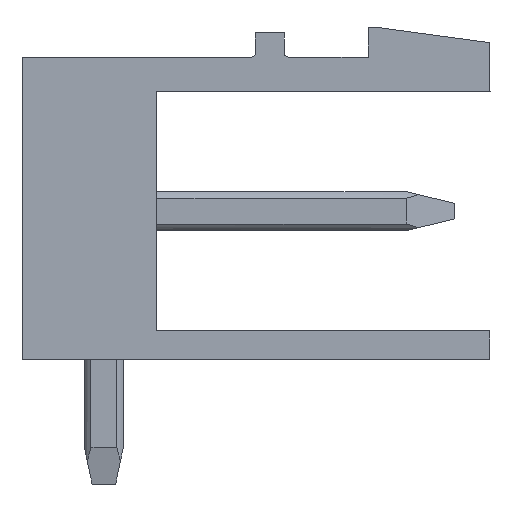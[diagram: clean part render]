
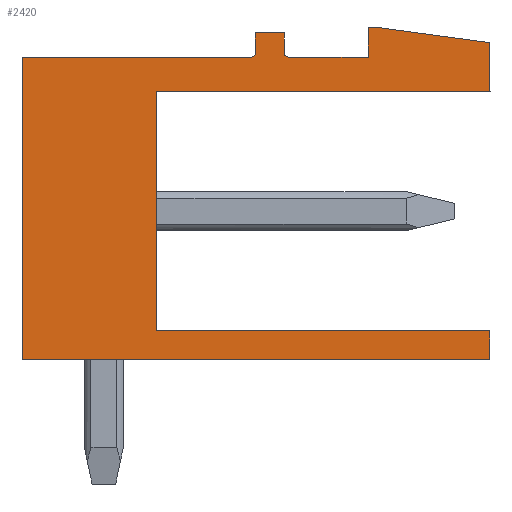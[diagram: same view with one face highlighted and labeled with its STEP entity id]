
A CAD part, left-side view. The second image highlights one B-rep face of the part: STEP entity #2420.
In plain terms, the highlighted planar face has unit normal (-1, 0, 0).
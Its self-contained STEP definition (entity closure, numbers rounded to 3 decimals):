
#1233=AXIS2_PLACEMENT_3D('Circle Axis2P3D',#1231,#1232,$) ;
#1357=AXIS2_PLACEMENT_3D('Circle Axis2P3D',#1355,#1356,$) ;
#2399=AXIS2_PLACEMENT_3D('Plane Axis2P3D',#2396,#2397,#2398) ;
#49=CARTESIAN_POINT('Vertex',(0.,8.55,3.93)) ;
#52=CARTESIAN_POINT('Line Origine',(0.,4.275,3.93)) ;
#56=CARTESIAN_POINT('Vertex',(0.,0.,3.93)) ;
#87=CARTESIAN_POINT('Vertex',(0.,8.55,10.06)) ;
#90=CARTESIAN_POINT('Line Origine',(0.,8.55,6.995)) ;
#1042=CARTESIAN_POINT('Vertex',(0.,0.,10.06)) ;
#1045=CARTESIAN_POINT('Line Origine',(0.,4.275,10.06)) ;
#1073=CARTESIAN_POINT('Vertex',(0.,0.,11.32)) ;
#1076=CARTESIAN_POINT('Line Origine',(0.,0.,10.69)) ;
#1104=CARTESIAN_POINT('Vertex',(0.,2.8,11.7)) ;
#1107=CARTESIAN_POINT('Line Origine',(0.,1.4,11.51)) ;
#1135=CARTESIAN_POINT('Vertex',(0.,3.12,11.7)) ;
#1138=CARTESIAN_POINT('Line Origine',(0.,2.96,11.7)) ;
#1166=CARTESIAN_POINT('Vertex',(0.,3.12,10.95)) ;
#1169=CARTESIAN_POINT('Line Origine',(0.,3.12,11.325)) ;
#1197=CARTESIAN_POINT('Vertex',(0.,5.17,10.95)) ;
#1200=CARTESIAN_POINT('Line Origine',(0.,4.145,10.95)) ;
#1228=CARTESIAN_POINT('Vertex',(0.,5.27,11.05)) ;
#1231=CARTESIAN_POINT('Axis2P3D Location',(0.,5.17,11.05)) ;
#1259=CARTESIAN_POINT('Vertex',(0.,5.27,11.57)) ;
#1262=CARTESIAN_POINT('Line Origine',(0.,5.27,11.31)) ;
#1290=CARTESIAN_POINT('Vertex',(0.,6.02,11.57)) ;
#1293=CARTESIAN_POINT('Line Origine',(0.,5.645,11.57)) ;
#1321=CARTESIAN_POINT('Vertex',(0.,6.02,11.05)) ;
#1324=CARTESIAN_POINT('Line Origine',(0.,6.02,11.31)) ;
#1352=CARTESIAN_POINT('Vertex',(0.,6.12,10.95)) ;
#1355=CARTESIAN_POINT('Axis2P3D Location',(0.,6.12,11.05)) ;
#1378=CARTESIAN_POINT('Vertex',(0.,12.,10.95)) ;
#1381=CARTESIAN_POINT('Line Origine',(0.,9.06,10.95)) ;
#1409=CARTESIAN_POINT('Vertex',(0.,12.,3.2)) ;
#1412=CARTESIAN_POINT('Line Origine',(0.,12.,7.075)) ;
#1440=CARTESIAN_POINT('Vertex',(0.,0.,3.2)) ;
#1443=CARTESIAN_POINT('Line Origine',(0.,6.,3.2)) ;
#2384=CARTESIAN_POINT('Line Origine',(0.,0.,3.565)) ;
#2396=CARTESIAN_POINT('Axis2P3D Location',(0.,0.,0.)) ;
#53=DIRECTION('Vector Direction',(0.,1.,0.)) ;
#91=DIRECTION('Vector Direction',(0.,0.,-1.)) ;
#1046=DIRECTION('Vector Direction',(0.,-1.,0.)) ;
#1077=DIRECTION('Vector Direction',(0.,0.,1.)) ;
#1108=DIRECTION('Vector Direction',(0.,0.991,0.134)) ;
#1139=DIRECTION('Vector Direction',(0.,1.,0.)) ;
#1170=DIRECTION('Vector Direction',(0.,0.,-1.)) ;
#1201=DIRECTION('Vector Direction',(0.,1.,0.)) ;
#1232=DIRECTION('Axis2P3D Direction',(-1.,0.,0.)) ;
#1263=DIRECTION('Vector Direction',(0.,0.,1.)) ;
#1294=DIRECTION('Vector Direction',(0.,1.,0.)) ;
#1325=DIRECTION('Vector Direction',(0.,0.,-1.)) ;
#1356=DIRECTION('Axis2P3D Direction',(-1.,0.,0.)) ;
#1382=DIRECTION('Vector Direction',(0.,1.,0.)) ;
#1413=DIRECTION('Vector Direction',(0.,0.,-1.)) ;
#1444=DIRECTION('Vector Direction',(0.,1.,0.)) ;
#2385=DIRECTION('Vector Direction',(0.,0.,-1.)) ;
#2397=DIRECTION('Axis2P3D Direction',(-1.,0.,0.)) ;
#2398=DIRECTION('Axis2P3D XDirection',(0.,0.,1.)) ;
#54=VECTOR('Line Direction',#53,1.) ;
#92=VECTOR('Line Direction',#91,1.) ;
#1047=VECTOR('Line Direction',#1046,1.) ;
#1078=VECTOR('Line Direction',#1077,1.) ;
#1109=VECTOR('Line Direction',#1108,1.) ;
#1140=VECTOR('Line Direction',#1139,1.) ;
#1171=VECTOR('Line Direction',#1170,1.) ;
#1202=VECTOR('Line Direction',#1201,1.) ;
#1264=VECTOR('Line Direction',#1263,1.) ;
#1295=VECTOR('Line Direction',#1294,1.) ;
#1326=VECTOR('Line Direction',#1325,1.) ;
#1383=VECTOR('Line Direction',#1382,1.) ;
#1414=VECTOR('Line Direction',#1413,1.) ;
#1445=VECTOR('Line Direction',#1444,1.) ;
#2386=VECTOR('Line Direction',#2385,1.) ;
#2402=ORIENTED_EDGE('',*,*,#58,.T.) ;
#2403=ORIENTED_EDGE('',*,*,#94,.T.) ;
#2404=ORIENTED_EDGE('',*,*,#1049,.T.) ;
#2405=ORIENTED_EDGE('',*,*,#1080,.T.) ;
#2406=ORIENTED_EDGE('',*,*,#1111,.T.) ;
#2407=ORIENTED_EDGE('',*,*,#1142,.T.) ;
#2408=ORIENTED_EDGE('',*,*,#1173,.T.) ;
#2409=ORIENTED_EDGE('',*,*,#1204,.T.) ;
#2410=ORIENTED_EDGE('',*,*,#1235,.T.) ;
#2411=ORIENTED_EDGE('',*,*,#1266,.T.) ;
#2412=ORIENTED_EDGE('',*,*,#1297,.T.) ;
#2413=ORIENTED_EDGE('',*,*,#1328,.T.) ;
#2414=ORIENTED_EDGE('',*,*,#1359,.T.) ;
#2415=ORIENTED_EDGE('',*,*,#1385,.T.) ;
#2416=ORIENTED_EDGE('',*,*,#1416,.T.) ;
#2417=ORIENTED_EDGE('',*,*,#1447,.T.) ;
#2418=ORIENTED_EDGE('',*,*,#2388,.T.) ;
#2420=ADVANCED_FACE('Housing',(#2419),#2400,.T.) ;
#1234=CIRCLE('generated circle',#1233,0.1) ;
#1358=CIRCLE('generated circle',#1357,0.1) ;
#58=EDGE_CURVE('',#57,#50,#55,.T.) ;
#94=EDGE_CURVE('',#50,#88,#93,.F.) ;
#1049=EDGE_CURVE('',#88,#1043,#1048,.T.) ;
#1080=EDGE_CURVE('',#1043,#1074,#1079,.T.) ;
#1111=EDGE_CURVE('',#1074,#1105,#1110,.T.) ;
#1142=EDGE_CURVE('',#1105,#1136,#1141,.T.) ;
#1173=EDGE_CURVE('',#1136,#1167,#1172,.T.) ;
#1204=EDGE_CURVE('',#1167,#1198,#1203,.T.) ;
#1235=EDGE_CURVE('',#1198,#1229,#1234,.F.) ;
#1266=EDGE_CURVE('',#1229,#1260,#1265,.T.) ;
#1297=EDGE_CURVE('',#1260,#1291,#1296,.T.) ;
#1328=EDGE_CURVE('',#1291,#1322,#1327,.T.) ;
#1359=EDGE_CURVE('',#1322,#1353,#1358,.F.) ;
#1385=EDGE_CURVE('',#1353,#1379,#1384,.T.) ;
#1416=EDGE_CURVE('',#1379,#1410,#1415,.T.) ;
#1447=EDGE_CURVE('',#1410,#1441,#1446,.F.) ;
#2388=EDGE_CURVE('',#1441,#57,#2387,.F.) ;
#2401=EDGE_LOOP('',(#2402,#2403,#2404,#2405,#2406,#2407,#2408,#2409,#2410,#2411,#2412,#2413,#2414,#2415,#2416,#2417,#2418)) ;
#2419=FACE_OUTER_BOUND('',#2401,.T.) ;
#55=LINE('Line',#52,#54) ;
#93=LINE('Line',#90,#92) ;
#1048=LINE('Line',#1045,#1047) ;
#1079=LINE('Line',#1076,#1078) ;
#1110=LINE('Line',#1107,#1109) ;
#1141=LINE('Line',#1138,#1140) ;
#1172=LINE('Line',#1169,#1171) ;
#1203=LINE('Line',#1200,#1202) ;
#1265=LINE('Line',#1262,#1264) ;
#1296=LINE('Line',#1293,#1295) ;
#1327=LINE('Line',#1324,#1326) ;
#1384=LINE('Line',#1381,#1383) ;
#1415=LINE('Line',#1412,#1414) ;
#1446=LINE('Line',#1443,#1445) ;
#2387=LINE('Line',#2384,#2386) ;
#2400=PLANE('',#2399) ;
#50=VERTEX_POINT('',#49) ;
#57=VERTEX_POINT('',#56) ;
#88=VERTEX_POINT('',#87) ;
#1043=VERTEX_POINT('',#1042) ;
#1074=VERTEX_POINT('',#1073) ;
#1105=VERTEX_POINT('',#1104) ;
#1136=VERTEX_POINT('',#1135) ;
#1167=VERTEX_POINT('',#1166) ;
#1198=VERTEX_POINT('',#1197) ;
#1229=VERTEX_POINT('',#1228) ;
#1260=VERTEX_POINT('',#1259) ;
#1291=VERTEX_POINT('',#1290) ;
#1322=VERTEX_POINT('',#1321) ;
#1353=VERTEX_POINT('',#1352) ;
#1379=VERTEX_POINT('',#1378) ;
#1410=VERTEX_POINT('',#1409) ;
#1441=VERTEX_POINT('',#1440) ;
